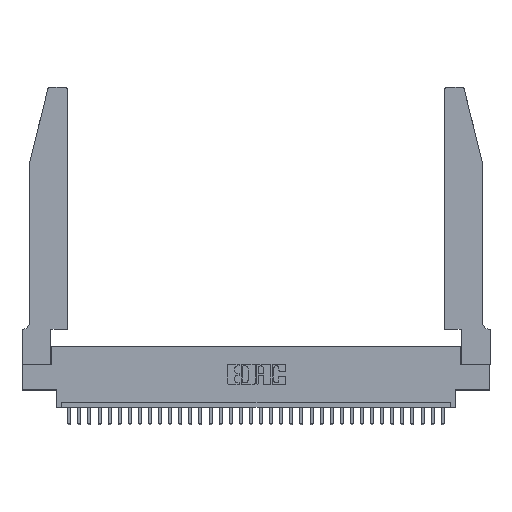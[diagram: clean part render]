
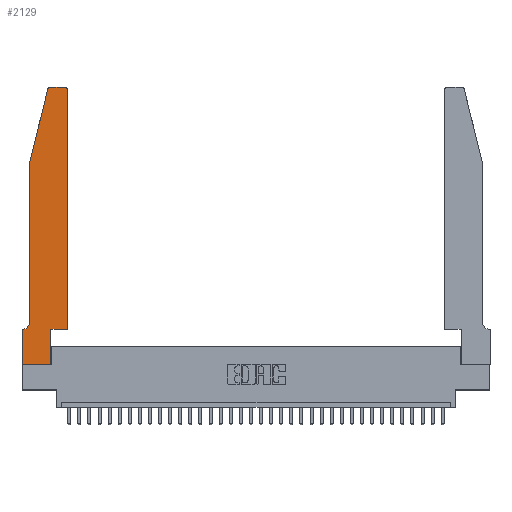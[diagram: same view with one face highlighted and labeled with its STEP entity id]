
A CAD part, top view. The second image highlights one B-rep face of the part: STEP entity #2129.
In plain terms, the highlighted planar face has unit normal (0, 0, 1).
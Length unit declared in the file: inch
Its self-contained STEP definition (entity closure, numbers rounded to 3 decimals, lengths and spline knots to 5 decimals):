
#425 = CARTESIAN_POINT ( 'NONE',  ( 0.0755, 2., 0.37 ) ) ;
#499 = LINE ( 'NONE', #10955, #14964 ) ;
#600 = DIRECTION ( 'NONE',  ( 1., 0., 0. ) ) ;
#602 = ORIENTED_EDGE ( 'NONE', *, *, #32947, .T. ) ;
#1185 = EDGE_CURVE ( 'NONE', #10096, #29136, #8086, .T. ) ;
#1768 = ORIENTED_EDGE ( 'NONE', *, *, #23402, .T. ) ;
#1860 = EDGE_CURVE ( 'NONE', #17139, #8551, #8451, .T. ) ;
#2043 = VERTEX_POINT ( 'NONE', #23736 ) ;
#2129 = ADVANCED_FACE ( 'NONE', ( #15927 ), #5081, .T. ) ;
#2265 = DIRECTION ( 'NONE',  ( -0.239, -0.971, 0. ) ) ;
#2416 = LINE ( 'NONE', #24464, #13559 ) ;
#3256 = ORIENTED_EDGE ( 'NONE', *, *, #17084, .T. ) ;
#3314 = DIRECTION ( 'NONE',  ( 0., 0., 1. ) ) ;
#3358 = CARTESIAN_POINT ( 'NONE',  ( 0.0755, 0.42, 0.37 ) ) ;
#3887 = LINE ( 'NONE', #26176, #31150 ) ;
#3967 = EDGE_CURVE ( 'NONE', #33390, #32373, #499, .T. ) ;
#4484 = LINE ( 'NONE', #10278, #10655 ) ;
#5081 = PLANE ( 'NONE',  #22504 ) ;
#5557 = CARTESIAN_POINT ( 'NONE',  ( 0.284, 2.72, 0.37 ) ) ;
#5558 = CARTESIAN_POINT ( 'NONE',  ( 0.0755, 2., 0.37 ) ) ;
#5682 = DIRECTION ( 'NONE',  ( 0., -1., 0. ) ) ;
#5887 = ORIENTED_EDGE ( 'NONE', *, *, #1860, .T. ) ;
#5947 = DIRECTION ( 'NONE',  ( 1., 0., 0. ) ) ;
#6023 = LINE ( 'NONE', #9816, #33282 ) ;
#6611 = EDGE_CURVE ( 'NONE', #32373, #10096, #25478, .T. ) ;
#7533 = DIRECTION ( 'NONE',  ( 0., 1., 0. ) ) ;
#8086 = LINE ( 'NONE', #13327, #10562 ) ;
#8451 = LINE ( 'NONE', #5558, #28764 ) ;
#8551 = VERTEX_POINT ( 'NONE', #3358 ) ;
#8800 = EDGE_CURVE ( 'NONE', #32492, #10651, #3887, .T. ) ;
#9445 = CARTESIAN_POINT ( 'NONE',  ( 0.4505, 0.35, 0.37 ) ) ;
#9816 = CARTESIAN_POINT ( 'NONE',  ( 0.2605, 2.75, 0.37 ) ) ;
#10074 = EDGE_CURVE ( 'NONE', #29136, #25687, #12875, .T. ) ;
#10096 = VERTEX_POINT ( 'NONE', #12258 ) ;
#10278 = CARTESIAN_POINT ( 'NONE',  ( 0.0755, 2., 0.37 ) ) ;
#10562 = VECTOR ( 'NONE', #7533, 39.37008 ) ;
#10651 = VERTEX_POINT ( 'NONE', #23229 ) ;
#10655 = VECTOR ( 'NONE', #2265, 39.37008 ) ;
#10837 = AXIS2_PLACEMENT_3D ( 'NONE', #19084, #3314, #5947 ) ;
#10904 = EDGE_CURVE ( 'NONE', #8551, #32492, #32228, .T. ) ;
#10955 = CARTESIAN_POINT ( 'NONE',  ( 0.2865, 0.35, 0.37 ) ) ;
#11300 = DIRECTION ( 'NONE',  ( -1., 0., 0. ) ) ;
#11769 = CARTESIAN_POINT ( 'NONE',  ( 0., 0., 0.37 ) ) ;
#11844 = ORIENTED_EDGE ( 'NONE', *, *, #1185, .T. ) ;
#11921 = CARTESIAN_POINT ( 'NONE',  ( 0.284, 2.75, 0.37 ) ) ;
#12258 = CARTESIAN_POINT ( 'NONE',  ( 0.4505, 0.35, 0.37 ) ) ;
#12875 = CIRCLE ( 'NONE', #10837, 0.03 ) ;
#13026 = DIRECTION ( 'NONE',  ( -1., 0., 0. ) ) ;
#13290 = VECTOR ( 'NONE', #32911, 39.37008 ) ;
#13327 = CARTESIAN_POINT ( 'NONE',  ( 0.4505, 0.35, 0.37 ) ) ;
#13559 = VECTOR ( 'NONE', #600, 39.37008 ) ;
#13570 = ORIENTED_EDGE ( 'NONE', *, *, #10074, .T. ) ;
#13939 = AXIS2_PLACEMENT_3D ( 'NONE', #5557, #23964, #32267 ) ;
#13943 = CARTESIAN_POINT ( 'NONE',  ( 0.0055, 0.35, 0.37 ) ) ;
#14387 = CARTESIAN_POINT ( 'NONE',  ( 0.4205, 2.75, 0.37 ) ) ;
#14964 = VECTOR ( 'NONE', #19157, 39.37008 ) ;
#15758 = CARTESIAN_POINT ( 'NONE',  ( 0.4505, 2.72, 0.37 ) ) ;
#15793 = CARTESIAN_POINT ( 'NONE',  ( 0.2865, 0.35, 0.37 ) ) ;
#15927 = FACE_OUTER_BOUND ( 'NONE', #23457, .T. ) ;
#16803 = CARTESIAN_POINT ( 'NONE',  ( 0.2865, 0., 0.37 ) ) ;
#17084 = EDGE_CURVE ( 'NONE', #25687, #22107, #6023, .T. ) ;
#17139 = VERTEX_POINT ( 'NONE', #425 ) ;
#18586 = DIRECTION ( 'NONE',  ( 0., 0., 1. ) ) ;
#18628 = LINE ( 'NONE', #11769, #13290 ) ;
#19084 = CARTESIAN_POINT ( 'NONE',  ( 0.4205, 2.72, 0.37 ) ) ;
#19157 = DIRECTION ( 'NONE',  ( 0., 1., 0. ) ) ;
#19398 = ORIENTED_EDGE ( 'NONE', *, *, #6611, .T. ) ;
#19497 = CARTESIAN_POINT ( 'NONE',  ( 0.25487, 2.72718, 0.37 ) ) ;
#20896 = DIRECTION ( 'NONE',  ( -1., 0., 0. ) ) ;
#21624 = CARTESIAN_POINT ( 'NONE',  ( 0.0055, 0.42, 0.37 ) ) ;
#22107 = VERTEX_POINT ( 'NONE', #11921 ) ;
#22461 = DIRECTION ( 'NONE',  ( 1., 0., 0. ) ) ;
#22504 = AXIS2_PLACEMENT_3D ( 'NONE', #29350, #18586, #22461 ) ;
#23229 = CARTESIAN_POINT ( 'NONE',  ( 0., 0.35, 0.37 ) ) ;
#23402 = EDGE_CURVE ( 'NONE', #2043, #33390, #2416, .T. ) ;
#23457 = EDGE_LOOP ( 'NONE', ( #3256, #29856, #602, #5887, #25167, #24035, #26083, #1768, #33129, #19398, #11844, #13570 ) ) ;
#23736 = CARTESIAN_POINT ( 'NONE',  ( 0., 0., 0.37 ) ) ;
#23964 = DIRECTION ( 'NONE',  ( 0., 0., 1. ) ) ;
#24035 = ORIENTED_EDGE ( 'NONE', *, *, #8800, .T. ) ;
#24464 = CARTESIAN_POINT ( 'NONE',  ( 0., 0., 0.37 ) ) ;
#25167 = ORIENTED_EDGE ( 'NONE', *, *, #10904, .T. ) ;
#25293 = AXIS2_PLACEMENT_3D ( 'NONE', #21624, #32575, #11300 ) ;
#25478 = LINE ( 'NONE', #9445, #32899 ) ;
#25687 = VERTEX_POINT ( 'NONE', #14387 ) ;
#26083 = ORIENTED_EDGE ( 'NONE', *, *, #31548, .T. ) ;
#26176 = CARTESIAN_POINT ( 'NONE',  ( 0.0755, 0.35, 0.37 ) ) ;
#26852 = VERTEX_POINT ( 'NONE', #19497 ) ;
#28764 = VECTOR ( 'NONE', #5682, 39.37008 ) ;
#29136 = VERTEX_POINT ( 'NONE', #15758 ) ;
#29350 = CARTESIAN_POINT ( 'NONE',  ( 0., 0.35, 0.37 ) ) ;
#29656 = CIRCLE ( 'NONE', #13939, 0.03 ) ;
#29856 = ORIENTED_EDGE ( 'NONE', *, *, #33759, .T. ) ;
#30931 = DIRECTION ( 'NONE',  ( 1., 0., 0. ) ) ;
#31150 = VECTOR ( 'NONE', #13026, 39.37008 ) ;
#31548 = EDGE_CURVE ( 'NONE', #10651, #2043, #18628, .T. ) ;
#32228 = CIRCLE ( 'NONE', #25293, 0.07 ) ;
#32267 = DIRECTION ( 'NONE',  ( 1., 0., 0. ) ) ;
#32373 = VERTEX_POINT ( 'NONE', #15793 ) ;
#32492 = VERTEX_POINT ( 'NONE', #13943 ) ;
#32575 = DIRECTION ( 'NONE',  ( 0., 0., -1. ) ) ;
#32899 = VECTOR ( 'NONE', #30931, 39.37008 ) ;
#32911 = DIRECTION ( 'NONE',  ( 0., -1., 0. ) ) ;
#32947 = EDGE_CURVE ( 'NONE', #26852, #17139, #4484, .T. ) ;
#33129 = ORIENTED_EDGE ( 'NONE', *, *, #3967, .T. ) ;
#33282 = VECTOR ( 'NONE', #20896, 39.37008 ) ;
#33390 = VERTEX_POINT ( 'NONE', #16803 ) ;
#33759 = EDGE_CURVE ( 'NONE', #22107, #26852, #29656, .T. ) ;
